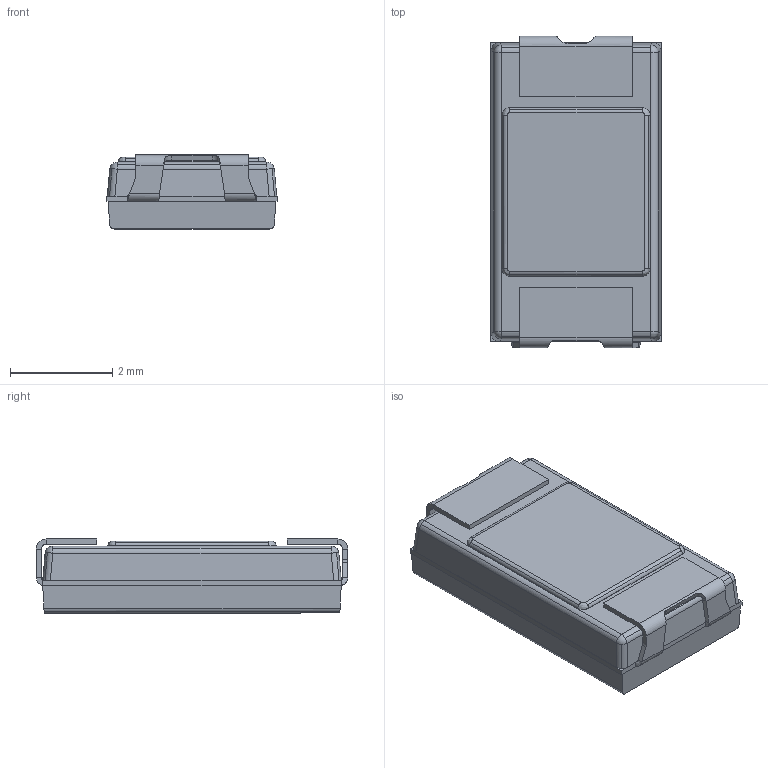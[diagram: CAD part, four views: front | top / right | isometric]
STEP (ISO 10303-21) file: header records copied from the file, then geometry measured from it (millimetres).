
FILE_DESCRIPTION (( 'STEP AP214' ), '1' );
FILE_NAME ('NOS_W.stp', '2019-02-13T01:05:55', ( '' ), ( '' ), 'SwSTEP 2.0', 'SolidWorks 2018', '' );
FILE_SCHEMA (( 'AUTOMOTIVE_DESIGN' ));
Length unit declared in the file: millimetre
Products named in the file (1): NOS_W
Bounding box: 3.35 x 6.1 x 1.45 mm (x, y, z)
Volume: 26.3 mm3; surface area: 75.6 mm2
Topology: 1 solids, 1 shells, 133 faces, 334 edges, 200 vertices
Faces by surface type: plane 63, cylinder 52, bspline 14, sphere 4
Entity records: 6031 total; most frequent: CARTESIAN_POINT 2274, ORIENTED_EDGE 668, DIRECTION 544, EDGE_CURVE 334, LINE 204, VECTOR 204, VERTEX_POINT 200, AXIS2_PLACEMENT_3D 170
